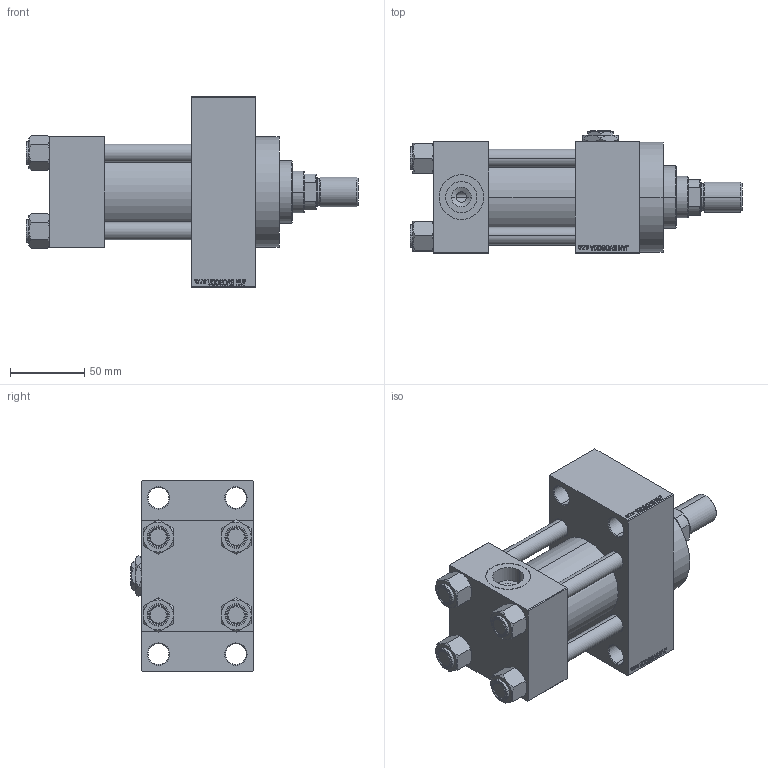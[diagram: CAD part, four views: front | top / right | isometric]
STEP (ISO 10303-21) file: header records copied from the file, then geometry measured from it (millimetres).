
FILE_DESCRIPTION (( 'STEP AP203' ), '1' );
FILE_NAME ('9ce3.STEP', '2022-08-22T12:26:46', ( '' ), ( '' ), 'SwSTEP 2.0', 'SolidWorks 2019', '' );
FILE_SCHEMA (( 'CONFIG_CONTROL_DESIGN' ));
Length unit declared in the file: millimetre
Products named in the file (8): V215CD_D_TYCINKA 5155a9fae9955ce9728652b6d606cab1; V215CD_VCP_D 5155a9fae9955ce9728652b6d606cab1; V215CD_D_Body 5155a9fae9955ce9728652b6d606cab1; Zatka_pro_OIL_PORT 5155a9fae9955ce9728652b6d606cab1; 9ce3; ROD_END_AH 5155a9fae9955ce9728652b6d606cab1; V215CD_VC_A 5155a9fae9955ce9728652b6d606cab1; V215CD_NUT_M5_D 5155a9fae9955ce9728652b6d606cab1
Assembly tree (13 placements, depth 2):
  9ce3
    V215CD_D_Body 5155a9fae9955ce9728652b6d606cab1
    V215CD_VC_A 5155a9fae9955ce9728652b6d606cab1
    V215CD_VCP_D 5155a9fae9955ce9728652b6d606cab1
    V215CD_D_TYCINKA 5155a9fae9955ce9728652b6d606cab1  x4
    V215CD_NUT_M5_D 5155a9fae9955ce9728652b6d606cab1  x4
    ROD_END_AH 5155a9fae9955ce9728652b6d606cab1
    Zatka_pro_OIL_PORT 5155a9fae9955ce9728652b6d606cab1
Bounding box: 223 x 82 x 128 mm (x, y, z)
Volume: 826501.6 mm3; surface area: 172695.6 mm2
Topology: 13 solids, 13 shells, 1167 faces, 2891 edges, 1867 vertices
Faces by surface type: plane 525, bspline 368, cone 168, cylinder 96, torus 10
Entity records: 49351 total; most frequent: CARTESIAN_POINT 25630, ORIENTED_EDGE 5274, DIRECTION 3475, EDGE_CURVE 2637, VERTEX_POINT 1723, VECTOR 1551, LINE 1551, EDGE_LOOP 1184
